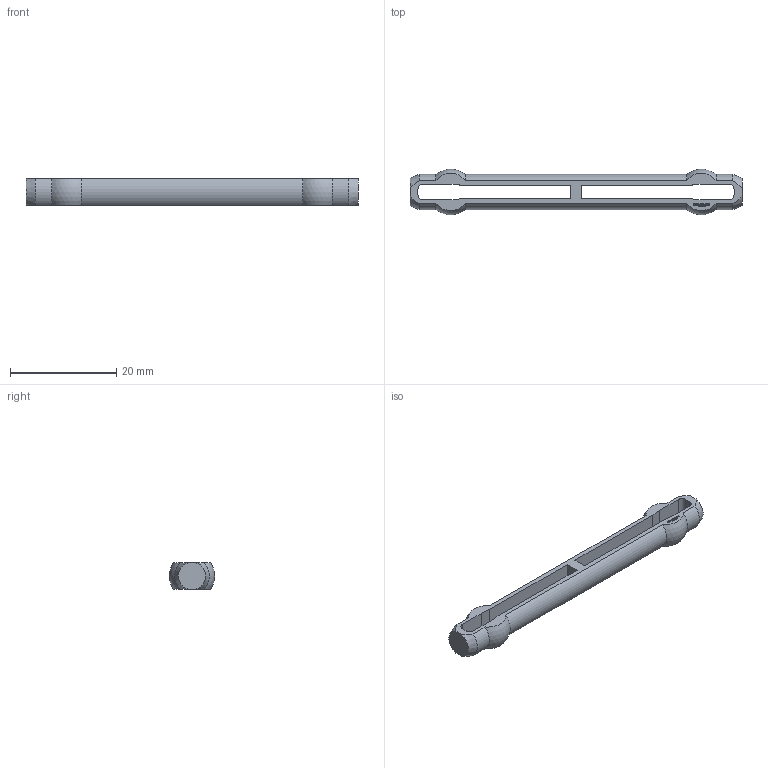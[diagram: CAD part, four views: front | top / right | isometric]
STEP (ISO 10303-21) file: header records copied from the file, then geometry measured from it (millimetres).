
FILE_DESCRIPTION(('FreeCAD Model'),'2;1');
FILE_NAME('Open CASCADE Shape Model','2022-07-07T23:31:53',(''),(''), 'Open CASCADE STEP processor 7.5','FreeCAD','Unknown');
FILE_SCHEMA(('AUTOMOTIVE_DESIGN { 1 0 10303 214 1 1 1 1 }'));
Length unit declared in the file: millimetre
Products named in the file (1): Pin SPP INR BU05.00 - SPN-PIN-0088 (stemfie.org)
Bounding box: 62.5 x 8.54 x 5 mm (x, y, z)
Volume: 1141 mm3; surface area: 1648.3 mm2
Topology: 1 solids, 1 shells, 513 faces, 1437 edges, 958 vertices
Faces by surface type: plane 334, bspline 161, cylinder 10, sphere 4, cone 4
Entity records: 37198 total; most frequent: CARTESIAN_POINT 10618, DIRECTION 4039, LINE 3261, VECTOR 3261, ORIENTED_EDGE 2874, PCURVE 2874, DEFINITIONAL_REPRESENTATION 2874, EDGE_CURVE 1437
